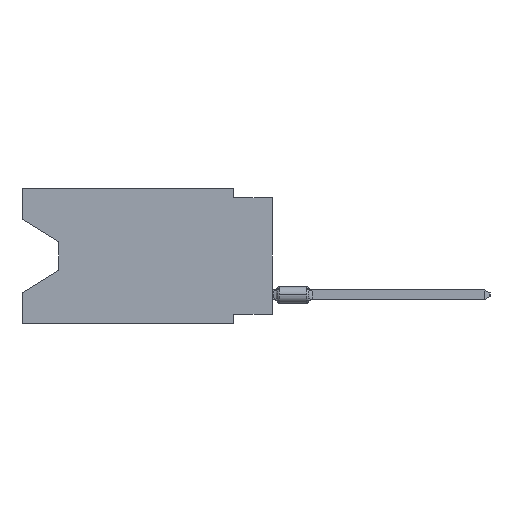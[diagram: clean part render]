
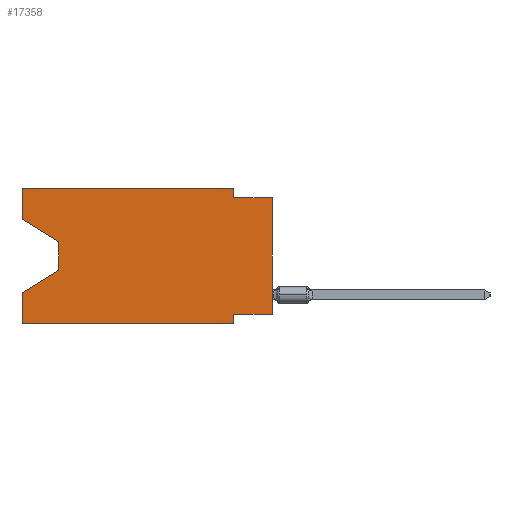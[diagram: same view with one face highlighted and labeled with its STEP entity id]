
A CAD part, left-side view. The second image highlights one B-rep face of the part: STEP entity #17358.
In plain terms, the highlighted planar face has unit normal (-1, 0, 0).
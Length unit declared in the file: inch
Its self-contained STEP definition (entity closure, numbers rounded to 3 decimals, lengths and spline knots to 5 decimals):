
#544 = CARTESIAN_POINT ( 'NONE',  ( 0., 0.55, -0.138 ) ) ;
#587 = VECTOR ( 'NONE', #18348, 39.37008 ) ;
#690 = LINE ( 'NONE', #34864, #19282 ) ;
#1752 = CARTESIAN_POINT ( 'NONE',  ( 0., 0.645, -0.26975 ) ) ;
#1812 = CARTESIAN_POINT ( 'NONE',  ( 0., 0.1, 0. ) ) ;
#1933 = DIRECTION ( 'NONE',  ( 0., 0., -1. ) ) ;
#2181 = ORIENTED_EDGE ( 'NONE', *, *, #50045, .F. ) ;
#2772 = VECTOR ( 'NONE', #54112, 39.37008 ) ;
#3149 = ORIENTED_EDGE ( 'NONE', *, *, #22792, .T. ) ;
#3873 = EDGE_CURVE ( 'NONE', #46180, #18056, #14032, .T. ) ;
#4385 = VERTEX_POINT ( 'NONE', #4505 ) ;
#4505 = CARTESIAN_POINT ( 'NONE',  ( 0., 0.645, -0.08025 ) ) ;
#5123 = CARTESIAN_POINT ( 'NONE',  ( 0., 0., -0.325 ) ) ;
#10954 = EDGE_CURVE ( 'NONE', #4385, #40772, #22697, .T. ) ;
#11059 = ORIENTED_EDGE ( 'NONE', *, *, #42441, .F. ) ;
#11717 = CARTESIAN_POINT ( 'NONE',  ( 0., 0.645, -0.35 ) ) ;
#12242 = CARTESIAN_POINT ( 'NONE',  ( 0., 0.1, -0.35 ) ) ;
#12798 = CARTESIAN_POINT ( 'NONE',  ( 0., 0., -0.325 ) ) ;
#13085 = LINE ( 'NONE', #26285, #51945 ) ;
#13824 = LINE ( 'NONE', #52597, #18667 ) ;
#14032 = LINE ( 'NONE', #5123, #587 ) ;
#14175 = AXIS2_PLACEMENT_3D ( 'NONE', #26275, #43799, #40058 ) ;
#14252 = CARTESIAN_POINT ( 'NONE',  ( 0., 0.55, -0.138 ) ) ;
#15675 = LINE ( 'NONE', #32605, #34454 ) ;
#17358 = ADVANCED_FACE ( 'NONE', ( #27117 ), #35766, .F. ) ;
#18056 = VERTEX_POINT ( 'NONE', #52010 ) ;
#18348 = DIRECTION ( 'NONE',  ( 0., 1., 0. ) ) ;
#18667 = VECTOR ( 'NONE', #53716, 39.37008 ) ;
#19282 = VECTOR ( 'NONE', #22221, 39.37008 ) ;
#22221 = DIRECTION ( 'NONE',  ( 0., -1., 0. ) ) ;
#22458 = LINE ( 'NONE', #23027, #24770 ) ;
#22608 = EDGE_CURVE ( 'NONE', #52483, #35779, #22458, .T. ) ;
#22697 = LINE ( 'NONE', #45671, #38411 ) ;
#22792 = EDGE_CURVE ( 'NONE', #42482, #42545, #28240, .T. ) ;
#23027 = CARTESIAN_POINT ( 'NONE',  ( 0., 0., -0.025 ) ) ;
#23198 = ORIENTED_EDGE ( 'NONE', *, *, #31962, .F. ) ;
#23357 = CARTESIAN_POINT ( 'NONE',  ( 0., 0.55, -0.212 ) ) ;
#23633 = ORIENTED_EDGE ( 'NONE', *, *, #30446, .T. ) ;
#24026 = LINE ( 'NONE', #49306, #35425 ) ;
#24770 = VECTOR ( 'NONE', #35951, 39.37008 ) ;
#26275 = CARTESIAN_POINT ( 'NONE',  ( 0., 0.645, 0. ) ) ;
#26285 = CARTESIAN_POINT ( 'NONE',  ( 0., 0., 0. ) ) ;
#26475 = VERTEX_POINT ( 'NONE', #12242 ) ;
#27117 = FACE_OUTER_BOUND ( 'NONE', #34644, .T. ) ;
#27509 = EDGE_CURVE ( 'NONE', #51979, #52483, #46862, .T. ) ;
#28143 = VECTOR ( 'NONE', #44070, 39.37008 ) ;
#28240 = LINE ( 'NONE', #23357, #2772 ) ;
#28400 = ORIENTED_EDGE ( 'NONE', *, *, #27509, .F. ) ;
#28488 = CARTESIAN_POINT ( 'NONE',  ( 0., 0.1, 0. ) ) ;
#28966 = CARTESIAN_POINT ( 'NONE',  ( 0., 0., -0.025 ) ) ;
#29964 = ORIENTED_EDGE ( 'NONE', *, *, #33157, .F. ) ;
#30300 = CARTESIAN_POINT ( 'NONE',  ( 0., 0.645, 0. ) ) ;
#30446 = EDGE_CURVE ( 'NONE', #40575, #26475, #690, .T. ) ;
#30753 = CARTESIAN_POINT ( 'NONE',  ( 0., 0.55, -0.212 ) ) ;
#31962 = EDGE_CURVE ( 'NONE', #37591, #51979, #15675, .T. ) ;
#32605 = CARTESIAN_POINT ( 'NONE',  ( 0., 0.645, 0. ) ) ;
#33157 = EDGE_CURVE ( 'NONE', #40575, #42545, #42935, .T. ) ;
#34454 = VECTOR ( 'NONE', #50698, 39.37008 ) ;
#34644 = EDGE_LOOP ( 'NONE', ( #42898, #43440, #3149, #29964, #23633, #2181, #49065, #46252, #54318, #28400, #23198, #11059 ) ) ;
#34864 = CARTESIAN_POINT ( 'NONE',  ( 0., 0.645, -0.35 ) ) ;
#35290 = DIRECTION ( 'NONE',  ( 0., 0., -1. ) ) ;
#35425 = VECTOR ( 'NONE', #1933, 39.37008 ) ;
#35634 = DIRECTION ( 'NONE',  ( 0., -0.855, -0.519 ) ) ;
#35766 = PLANE ( 'NONE',  #14175 ) ;
#35779 = VERTEX_POINT ( 'NONE', #28966 ) ;
#35951 = DIRECTION ( 'NONE',  ( 0., -1., 0. ) ) ;
#37591 = VERTEX_POINT ( 'NONE', #56485 ) ;
#38224 = DIRECTION ( 'NONE',  ( 0., 0., -1. ) ) ;
#38411 = VECTOR ( 'NONE', #35634, 39.37008 ) ;
#38998 = EDGE_CURVE ( 'NONE', #40772, #42482, #56586, .T. ) ;
#40058 = DIRECTION ( 'NONE',  ( 0., 0., -1. ) ) ;
#40575 = VERTEX_POINT ( 'NONE', #11717 ) ;
#40772 = VERTEX_POINT ( 'NONE', #14252 ) ;
#42441 = EDGE_CURVE ( 'NONE', #4385, #37591, #13824, .T. ) ;
#42482 = VERTEX_POINT ( 'NONE', #30753 ) ;
#42545 = VERTEX_POINT ( 'NONE', #1752 ) ;
#42898 = ORIENTED_EDGE ( 'NONE', *, *, #10954, .T. ) ;
#42935 = LINE ( 'NONE', #30300, #28143 ) ;
#43440 = ORIENTED_EDGE ( 'NONE', *, *, #38998, .T. ) ;
#43799 = DIRECTION ( 'NONE',  ( 1., 0., 0. ) ) ;
#43806 = DIRECTION ( 'NONE',  ( 0., 0., 1. ) ) ;
#44070 = DIRECTION ( 'NONE',  ( 0., 0., 1. ) ) ;
#45671 = CARTESIAN_POINT ( 'NONE',  ( 0., 0.645, -0.08025 ) ) ;
#46180 = VERTEX_POINT ( 'NONE', #12798 ) ;
#46252 = ORIENTED_EDGE ( 'NONE', *, *, #51536, .T. ) ;
#46862 = LINE ( 'NONE', #28488, #49277 ) ;
#49065 = ORIENTED_EDGE ( 'NONE', *, *, #3873, .F. ) ;
#49277 = VECTOR ( 'NONE', #38224, 39.37008 ) ;
#49306 = CARTESIAN_POINT ( 'NONE',  ( 0., 0.1, -0.35 ) ) ;
#49583 = VECTOR ( 'NONE', #35290, 39.37008 ) ;
#50045 = EDGE_CURVE ( 'NONE', #18056, #26475, #24026, .T. ) ;
#50698 = DIRECTION ( 'NONE',  ( 0., -1., 0. ) ) ;
#51536 = EDGE_CURVE ( 'NONE', #46180, #35779, #13085, .T. ) ;
#51945 = VECTOR ( 'NONE', #43806, 39.37008 ) ;
#51979 = VERTEX_POINT ( 'NONE', #1812 ) ;
#52010 = CARTESIAN_POINT ( 'NONE',  ( 0., 0.1, -0.325 ) ) ;
#52483 = VERTEX_POINT ( 'NONE', #53151 ) ;
#52597 = CARTESIAN_POINT ( 'NONE',  ( 0., 0.645, 0. ) ) ;
#53151 = CARTESIAN_POINT ( 'NONE',  ( 0., 0.1, -0.025 ) ) ;
#53716 = DIRECTION ( 'NONE',  ( 0., 0., 1. ) ) ;
#54112 = DIRECTION ( 'NONE',  ( 0., 0.855, -0.519 ) ) ;
#54318 = ORIENTED_EDGE ( 'NONE', *, *, #22608, .F. ) ;
#56485 = CARTESIAN_POINT ( 'NONE',  ( 0., 0.645, 0. ) ) ;
#56586 = LINE ( 'NONE', #544, #49583 ) ;
